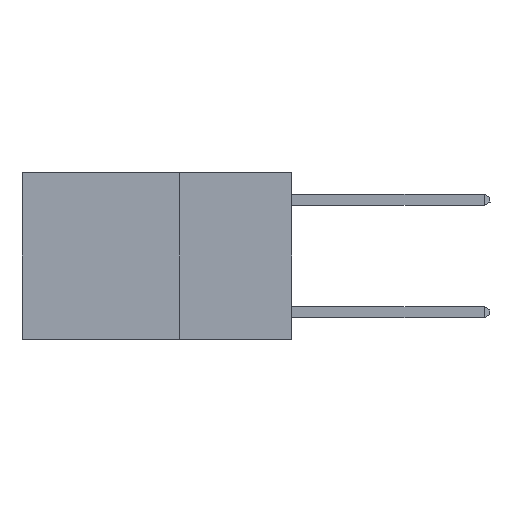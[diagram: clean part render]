
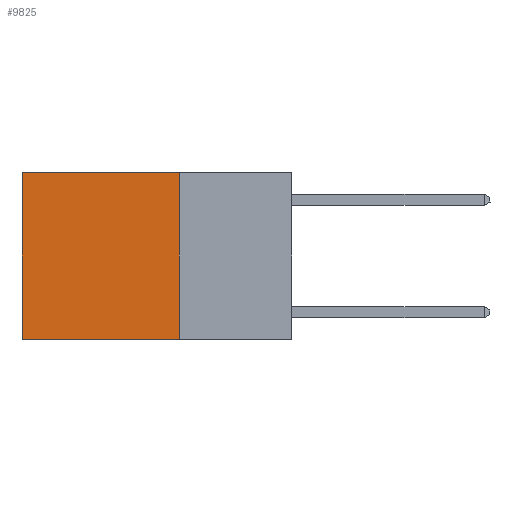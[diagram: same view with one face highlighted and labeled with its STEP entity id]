
A CAD part, left-side view. The second image highlights one B-rep face of the part: STEP entity #9825.
In plain terms, the highlighted planar face has unit normal (-1, 0, 0).
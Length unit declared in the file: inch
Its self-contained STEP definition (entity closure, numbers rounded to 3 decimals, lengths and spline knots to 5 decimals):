
#91 = LINE ( 'NONE', #18363, #11686 ) ;
#132 = FACE_OUTER_BOUND ( 'NONE', #21099, .T. ) ;
#287 = CARTESIAN_POINT ( 'NONE',  ( 0.2625, 0.6, 0. ) ) ;
#368 = EDGE_CURVE ( 'NONE', #15808, #15350, #6004, .T. ) ;
#817 = EDGE_CURVE ( 'NONE', #19901, #15350, #20210, .T. ) ;
#2829 = PLANE ( 'NONE',  #6958 ) ;
#4251 = CARTESIAN_POINT ( 'NONE',  ( 0.2625, 0.6, -0.37 ) ) ;
#4384 = CARTESIAN_POINT ( 'NONE',  ( 0.2625, 0.25, 0. ) ) ;
#6004 = LINE ( 'NONE', #14598, #16220 ) ;
#6100 = ORIENTED_EDGE ( 'NONE', *, *, #14232, .F. ) ;
#6958 = AXIS2_PLACEMENT_3D ( 'NONE', #4384, #17678, #7844 ) ;
#7632 = DIRECTION ( 'NONE',  ( 0., 0., -1. ) ) ;
#7844 = DIRECTION ( 'NONE',  ( 0., 0., -1. ) ) ;
#8158 = ORIENTED_EDGE ( 'NONE', *, *, #368, .T. ) ;
#8688 = CARTESIAN_POINT ( 'NONE',  ( 0.2625, 0.25, -0.37 ) ) ;
#8693 = EDGE_CURVE ( 'NONE', #12124, #15808, #12651, .T. ) ;
#9726 = DIRECTION ( 'NONE',  ( 0., 0., -1. ) ) ;
#9825 = ADVANCED_FACE ( 'NONE', ( #132 ), #2829, .F. ) ;
#10279 = VECTOR ( 'NONE', #11364, 39.37008 ) ;
#10986 = CARTESIAN_POINT ( 'NONE',  ( 0.2625, 0.25, -0.37 ) ) ;
#11364 = DIRECTION ( 'NONE',  ( 0., 1., 0. ) ) ;
#11686 = VECTOR ( 'NONE', #9726, 39.37008 ) ;
#12124 = VERTEX_POINT ( 'NONE', #19234 ) ;
#12310 = VECTOR ( 'NONE', #12671, 39.37008 ) ;
#12651 = LINE ( 'NONE', #21331, #10279 ) ;
#12671 = DIRECTION ( 'NONE',  ( 0., 1., 0. ) ) ;
#14232 = EDGE_CURVE ( 'NONE', #12124, #19901, #91, .T. ) ;
#14598 = CARTESIAN_POINT ( 'NONE',  ( 0.2625, 0.6, 0. ) ) ;
#15325 = ORIENTED_EDGE ( 'NONE', *, *, #8693, .T. ) ;
#15350 = VERTEX_POINT ( 'NONE', #4251 ) ;
#15765 = ORIENTED_EDGE ( 'NONE', *, *, #817, .F. ) ;
#15808 = VERTEX_POINT ( 'NONE', #287 ) ;
#16220 = VECTOR ( 'NONE', #7632, 39.37008 ) ;
#17678 = DIRECTION ( 'NONE',  ( 1., 0., 0. ) ) ;
#18363 = CARTESIAN_POINT ( 'NONE',  ( 0.2625, 0.25, 0. ) ) ;
#19234 = CARTESIAN_POINT ( 'NONE',  ( 0.2625, 0.25, 0. ) ) ;
#19901 = VERTEX_POINT ( 'NONE', #8688 ) ;
#20210 = LINE ( 'NONE', #10986, #12310 ) ;
#21099 = EDGE_LOOP ( 'NONE', ( #8158, #15765, #6100, #15325 ) ) ;
#21331 = CARTESIAN_POINT ( 'NONE',  ( 0.2625, 0.25, 0. ) ) ;
